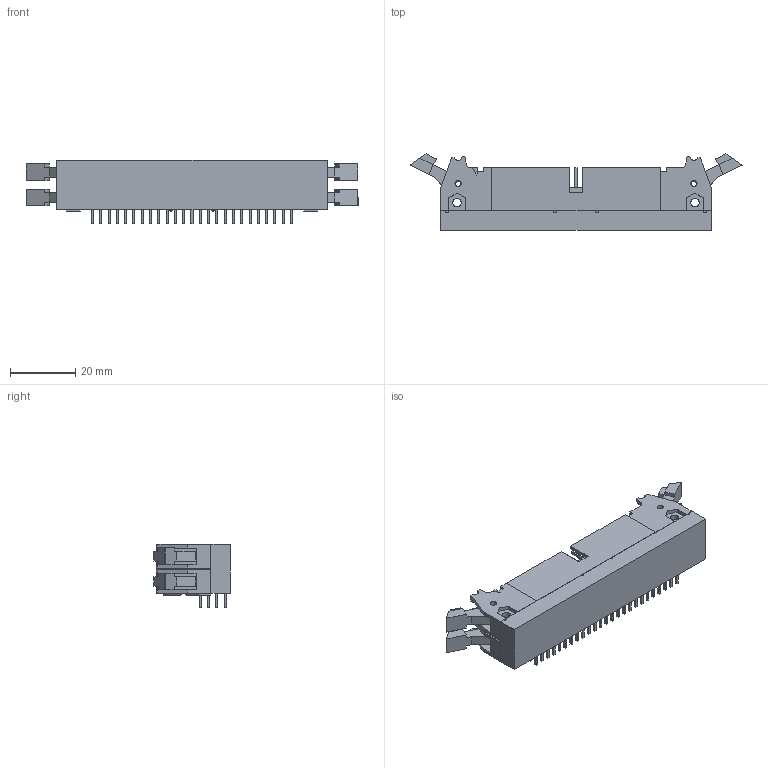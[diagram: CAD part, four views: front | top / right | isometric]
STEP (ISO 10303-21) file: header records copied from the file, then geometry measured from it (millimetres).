
FILE_DESCRIPTION((''),'2;1');
FILE_NAME('3M_N3433-D202RB.stp','2011-08-29T16:08:03',(''),(''),'Mechanical Desktop 2011','Mechanical Desktop 2011',', , ');
FILE_SCHEMA(('AUTOMOTIVE_DESIGN { 1 2 10303 214 1 1 1 1 }'));
Length unit declared in the file: millimetre
Products named in the file (1): Product
Bounding box: 101.69 x 23.32 x 19.3 mm (x, y, z)
Volume: 14994.7 mm3; surface area: 16655.4 mm2
Topology: 215 solids, 215 shells, 1694 faces, 3764 edges, 2480 vertices
Faces by surface type: plane 866, bspline 748, cylinder 80
Entity records: 46597 total; most frequent: CARTESIAN_POINT 11099, ORIENTED_EDGE 7528, DIRECTION 5810, EDGE_CURVE 3764, VECTOR 3460, LINE 3460, VERTEX_POINT 2480, EDGE_LOOP 1730
